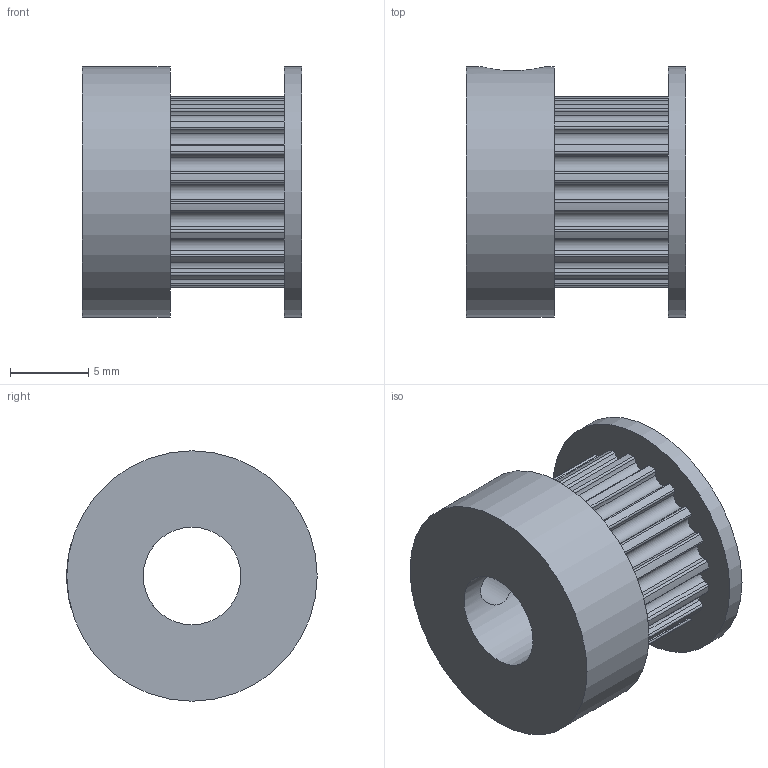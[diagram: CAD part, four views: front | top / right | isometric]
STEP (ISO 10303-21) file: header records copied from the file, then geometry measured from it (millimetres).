
FILE_DESCRIPTION(/* description */ (''),/* implementation_level */ '2;1');
FILE_NAME(/* name */ 'GT2_20Pulley_v1.step',/* time_stamp */ '2025-03-29T15:19:55+01:00',/* author */ (''),/* organization */ (''),/* preprocessor_version */ 'ST-DEVELOPER v20.1',/* originating_system */ 'Autodesk Translation Framework v14.4.0.0',/* authorisation */ '');
FILE_SCHEMA (('AUTOMOTIVE_DESIGN { 1 0 10303 214 3 1 1 }'));
Length unit declared in the file: millimetre
Products named in the file (1): GT2_20Pulley
Bounding box: 14 x 16 x 16 mm (x, y, z)
Volume: 1637.8 mm3; surface area: 1570.5 mm2
Topology: 1 solids, 1 shells, 132 faces, 381 edges, 254 vertices
Faces by surface type: cylinder 124, plane 5, cone 2, bspline 1
Full cylindrical faces by diameter (mm): 3 x1, 6.24 x1, 16 x2
Entity records: 4652 total; most frequent: CARTESIAN_POINT 898, DIRECTION 889, ORIENTED_EDGE 762, EDGE_CURVE 381, AXIS2_PLACEMENT_3D 381, VERTEX_POINT 254, CIRCLE 249, EDGE_LOOP 139
